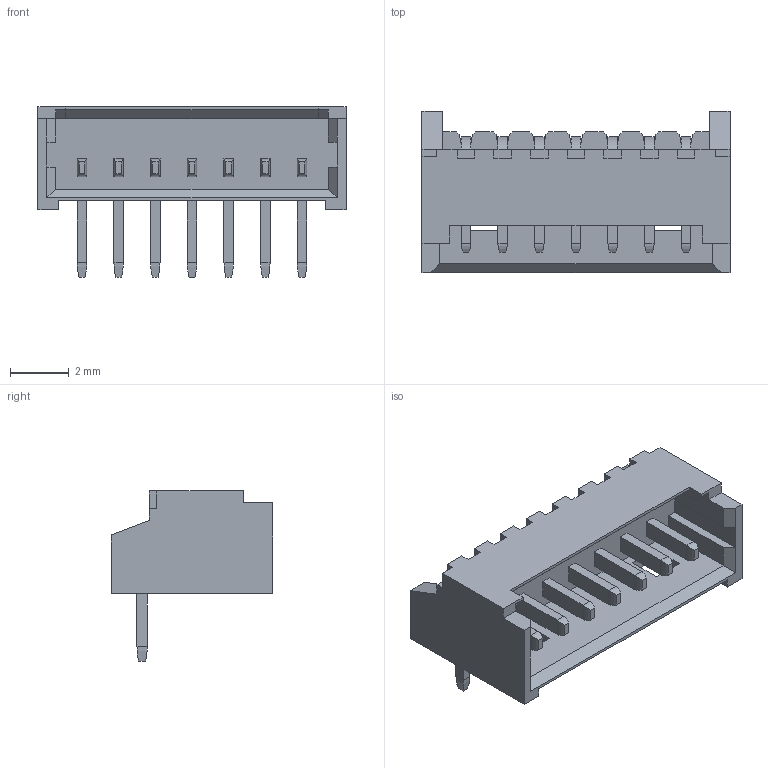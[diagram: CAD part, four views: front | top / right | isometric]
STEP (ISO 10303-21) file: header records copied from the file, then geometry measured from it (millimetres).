
FILE_DESCRIPTION( ( '' ), ' ' );
FILE_NAME( '5a8b7961e8466e0ef2299cbe.step', '2018-02-20T01:26:59', ( '' ), ( '' ), ' ', ' ', ' ' );
FILE_SCHEMA( ( 'AUTOMOTIVE_DESIGN { 1 0 10303 214 1 1 1 1 }' ) );
Length unit declared in the file: metre
Products named in the file (15): Open CASCADE STEP translator 6.8 2; Open CASCADE STEP translator 6.8 1
Bounding box: 10.5 x 5.5 x 5.8 mm (x, y, z)
Volume: 80 mm3; surface area: 310.2 mm2
Topology: 1 solids, 1 shells, 275 faces, 722 edges, 470 vertices
Faces by surface type: plane 212, cylinder 35, bspline 28
Entity records: 14967 total; most frequent: CARTESIAN_POINT 2525, ORIENTED_EDGE 1416, DIRECTION 1197, STYLED_ITEM 997, PRESENTATION_STYLE_ASSIGNMENT 997, COLOUR_RGB 997, CURVE_STYLE 722, DRAUGHTING_PRE_DEFINED_CURVE_FONT 722
